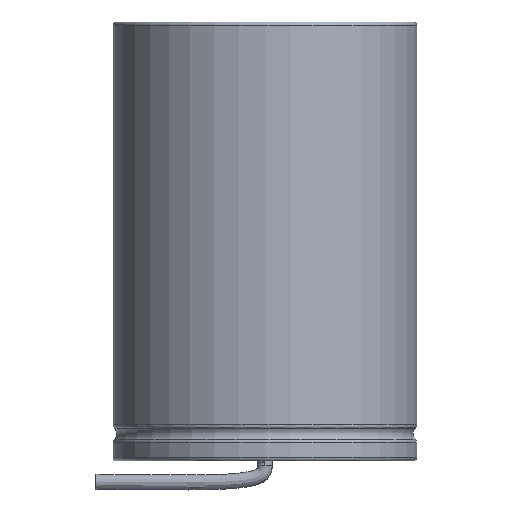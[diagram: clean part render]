
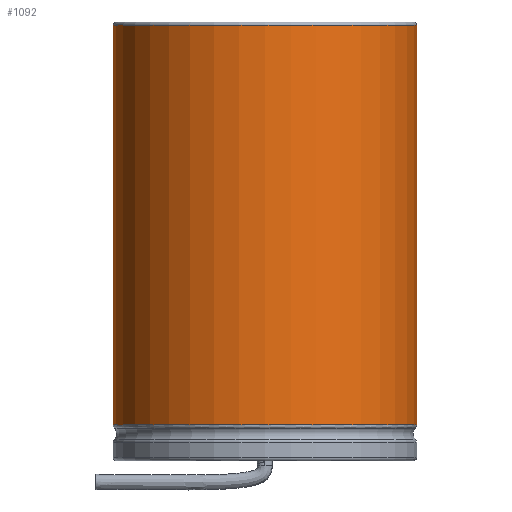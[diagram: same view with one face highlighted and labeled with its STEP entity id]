
A CAD part, left-side view. The second image highlights one B-rep face of the part: STEP entity #1092.
In plain terms, the highlighted cylindrical face has radius 9 mm (diameter 18 mm), a partial arc.
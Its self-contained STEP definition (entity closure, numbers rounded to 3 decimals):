
#85=FACE_OUTER_BOUND('',#148,.T.);
#148=EDGE_LOOP('',(#852,#853,#854,#855));
#187=CIRCLE('',#1147,9.);
#220=CIRCLE('',#1202,9.);
#330=LINE('',#1890,#382);
#332=LINE('',#1942,#384);
#382=VECTOR('',#1390,1.);
#384=VECTOR('',#1402,1.);
#405=VERTEX_POINT('',#1714);
#406=VERTEX_POINT('',#1715);
#445=VERTEX_POINT('',#1889);
#454=VERTEX_POINT('',#1940);
#522=EDGE_CURVE('',#405,#406,#187,.T.);
#580=EDGE_CURVE('',#445,#405,#330,.T.);
#590=EDGE_CURVE('',#454,#406,#332,.T.);
#623=EDGE_CURVE('',#445,#454,#220,.T.);
#852=ORIENTED_EDGE('',*,*,#590,.F.);
#853=ORIENTED_EDGE('',*,*,#623,.F.);
#854=ORIENTED_EDGE('',*,*,#580,.T.);
#855=ORIENTED_EDGE('',*,*,#522,.T.);
#1010=CYLINDRICAL_SURFACE('',#1201,9.);
#1092=ADVANCED_FACE('',(#85),#1010,.T.);
#1147=AXIS2_PLACEMENT_3D('',#1716,#1277,#1278);
#1201=AXIS2_PLACEMENT_3D('',#2236,#1425,#1426);
#1202=AXIS2_PLACEMENT_3D('',#2237,#1427,#1428);
#1277=DIRECTION('center_axis',(0.,0.,-1.));
#1278=DIRECTION('ref_axis',(0.924,-0.383,0.));
#1390=DIRECTION('',(0.,0.,1.));
#1402=DIRECTION('',(0.,0.,1.));
#1425=DIRECTION('center_axis',(0.,0.,1.));
#1426=DIRECTION('ref_axis',(-1.,0.,0.));
#1427=DIRECTION('center_axis',(0.,0.,-1.));
#1428=DIRECTION('ref_axis',(0.924,0.383,0.));
#1714=CARTESIAN_POINT('',(12.065,-3.444,25.8));
#1715=CARTESIAN_POINT('',(12.065,3.444,25.8));
#1716=CARTESIAN_POINT('Origin',(3.75,0.,25.8));
#1889=CARTESIAN_POINT('',(12.065,-3.444,2.135));
#1890=CARTESIAN_POINT('',(12.065,-3.444,2.));
#1940=CARTESIAN_POINT('',(12.065,3.444,2.135));
#1942=CARTESIAN_POINT('',(12.065,3.444,2.));
#2236=CARTESIAN_POINT('Origin',(3.75,0.,2.));
#2237=CARTESIAN_POINT('Origin',(3.75,0.,2.135));
